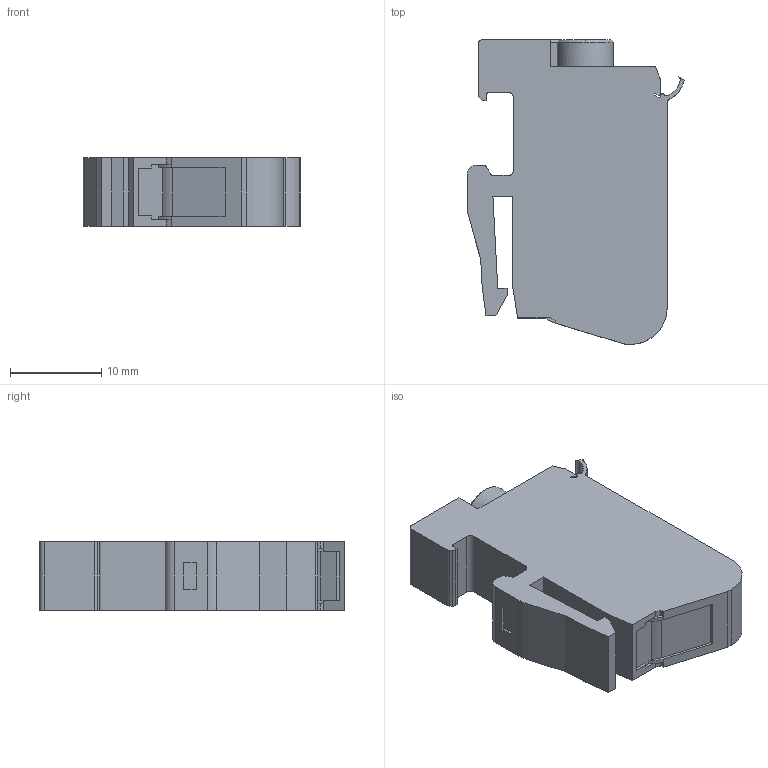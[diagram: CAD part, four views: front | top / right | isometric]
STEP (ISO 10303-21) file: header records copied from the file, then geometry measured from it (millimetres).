
FILE_DESCRIPTION (( 'STEP AP214' ), '1' );
FILE_NAME ('4220597_TRV 4 B_Grey.STP', '2013-11-14T07:42:30', ( 'arge' ), ( 'Microsoft' ), 'SwSTEP 2.0', 'SolidWorks 2013', '' );
FILE_SCHEMA (( 'AUTOMOTIVE_DESIGN' ));
Length unit declared in the file: millimetre
Products named in the file (1): 4220597_TRV 4 B_Grey
Bounding box: 23.91 x 33.44 x 7.5 mm (x, y, z)
Volume: 4243 mm3; surface area: 2385.5 mm2
Topology: 1 solids, 1 shells, 137 faces, 384 edges, 254 vertices
Faces by surface type: plane 96, cylinder 38, cone 3
Entity records: 4446 total; most frequent: CARTESIAN_POINT 813, ORIENTED_EDGE 768, DIRECTION 733, EDGE_CURVE 384, VECTOR 297, LINE 297, VERTEX_POINT 254, AXIS2_PLACEMENT_3D 218
